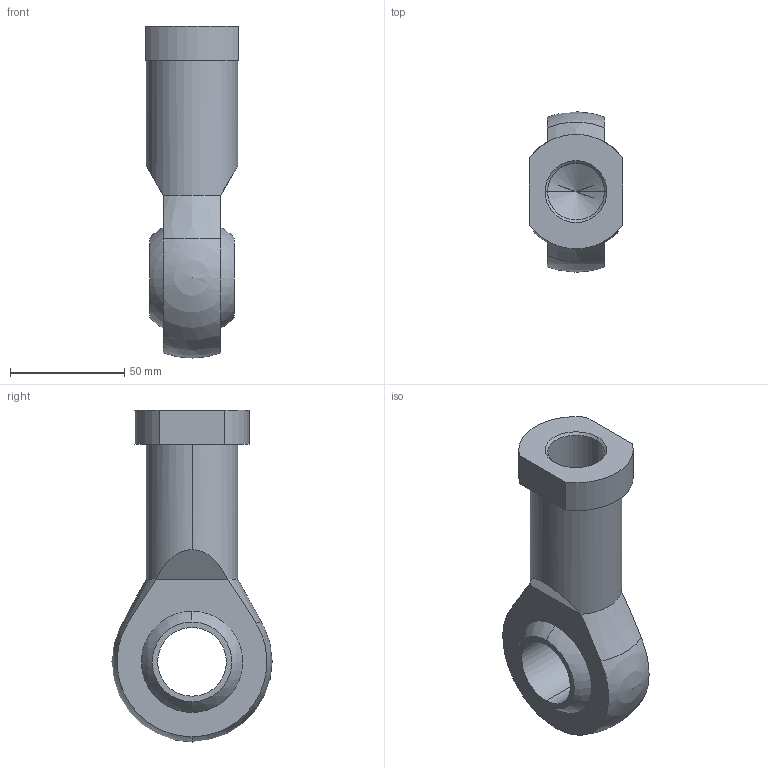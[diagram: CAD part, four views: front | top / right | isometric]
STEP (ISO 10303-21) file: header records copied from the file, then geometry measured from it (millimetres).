
FILE_DESCRIPTION (( 'STEP AP214' ), '1' );
FILE_NAME ('RD000009_PP.STEP', '2018-09-17T12:36:48', ( '' ), ( '' ), 'SwSTEP 2.0', 'SolidWorks 2018', '' );
FILE_SCHEMA (( 'AUTOMOTIVE_DESIGN' ));
Length unit declared in the file: millimetre
Products named in the file (1): RD000009_PP
Bounding box: 41 x 70 x 145 mm (x, y, z)
Volume: 157779.1 mm3; surface area: 31079.3 mm2
Topology: 1 solids, 1 shells, 30 faces, 74 edges, 46 vertices
Faces by surface type: plane 10, cylinder 8, sphere 6, cone 6
Entity records: 962 total; most frequent: CARTESIAN_POINT 159, DIRECTION 158, ORIENTED_EDGE 132, AXIS2_PLACEMENT_3D 69, EDGE_CURVE 66, VERTEX_POINT 42, CIRCLE 38, EDGE_LOOP 36
